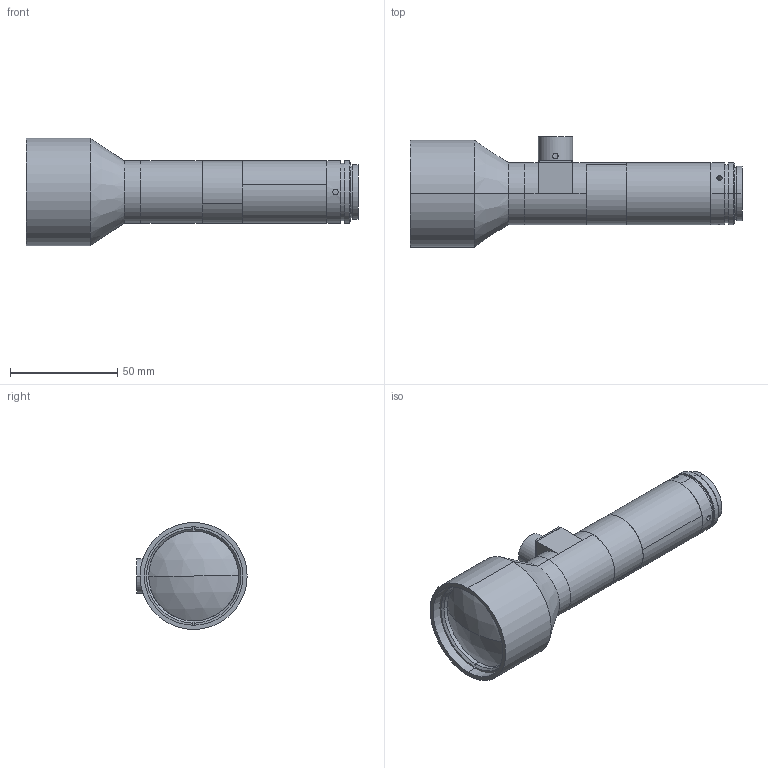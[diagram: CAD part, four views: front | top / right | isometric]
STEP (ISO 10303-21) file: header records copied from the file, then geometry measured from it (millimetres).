
FILE_DESCRIPTION (( 'STEP AP203' ), '1' );
FILE_NAME ('XF-5MDT1X110D-1C.STEP', '2017-07-05T03:33:12', ( 'canrill005' ), ( '' ), 'SwSTEP 2.0', 'SolidWorks 2014', '' );
FILE_SCHEMA (( 'CONFIG_CONTROL_DESIGN' ));
Length unit declared in the file: millimetre
Products named in the file (1): XF-5MDT1X110D-1C
Bounding box: 154.99 x 51.5 x 50 mm (x, y, z)
Surface area: 27062.5 mm2 (no closed solid volume)
Topology: 0 solids, 10 shells, 110 faces, 278 edges, 185 vertices
Faces by surface type: cylinder 61, plane 41, cone 6, sphere 2
Entity records: 3698 total; most frequent: CARTESIAN_POINT 894, DIRECTION 622, ORIENTED_EDGE 482, EDGE_CURVE 278, AXIS2_PLACEMENT_3D 253, VERTEX_POINT 185, CIRCLE 142, EDGE_LOOP 140
